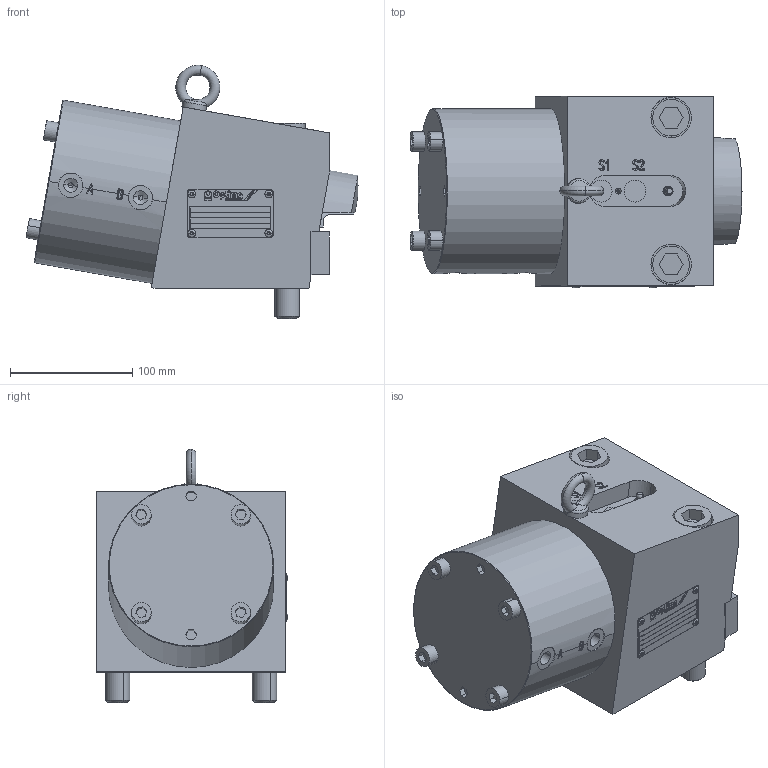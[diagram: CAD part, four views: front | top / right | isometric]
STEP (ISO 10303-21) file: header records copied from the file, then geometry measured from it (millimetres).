
FILE_DESCRIPTION(('STEP AP214'),'1');
FILE_NAME('38440101_HBS100_R.stp','2019-09-02T09:39:36',(' '),(' '),'Spatial InterOp 3D',' ',' ');
FILE_SCHEMA(('automotive_design'));
Length unit declared in the file: millimetre
Products named in the file (18): 1; 2; 3; 4; 5; din_580-m8-st; 6; 7; 8; 9; 10; 11; 12; 13; 14; 15; 16; 17
Bounding box: 271.5 x 156.5 x 207.27 mm (x, y, z)
Volume: 3741566.8 mm3; surface area: 350582.2 mm2
Topology: 18 solids, 21 shells, 947 faces, 2347 edges, 1517 vertices
Faces by surface type: plane 430, cylinder 248, extrusion 133, torus 61, cone 47, sphere 20, bspline 4, revolution 4
Entity records: 38191 total; most frequent: CARTESIAN_POINT 7930, ORIENTED_EDGE 4626, DIRECTION 4401, EDGE_CURVE 2313, VERTEX_POINT 1517, AXIS2_PLACEMENT_3D 1507, VECTOR 1383, LINE 1250
